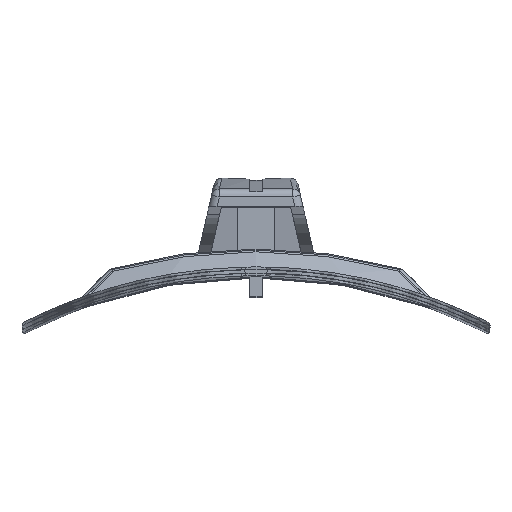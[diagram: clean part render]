
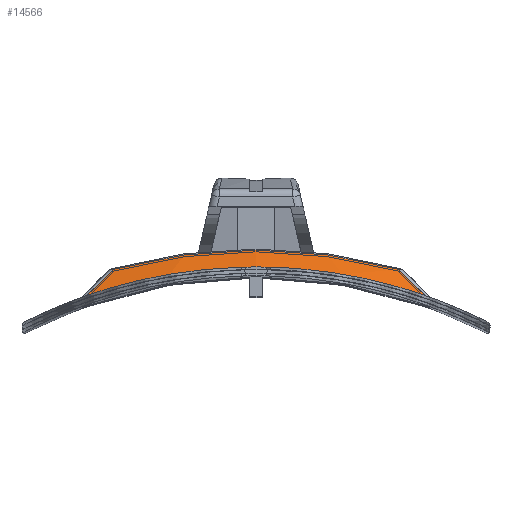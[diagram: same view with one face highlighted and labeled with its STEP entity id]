
A CAD part, top view. The second image highlights one B-rep face of the part: STEP entity #14566.
In plain terms, the highlighted conical face has half-angle 42.125 degrees and reference radius 132.092 mm.
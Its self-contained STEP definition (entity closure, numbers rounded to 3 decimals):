
#13214=CARTESIAN_POINT('',(35.135,127.333,270.579));
#13215=VERTEX_POINT('',#13214);
#13286=CARTESIAN_POINT('',(-35.135,127.333,270.579));
#13287=VERTEX_POINT('',#13286);
#13295=CARTESIAN_POINT('',(0.,0.,270.579));
#13296=DIRECTION('',(0.,0.,-1.0));
#13297=DIRECTION('',(-0.266,0.964,0.));
#13298=AXIS2_PLACEMENT_3D('',#13295,#13296,#13297);
#13299=CIRCLE('',#13298,132.092);
#13300=EDGE_CURVE('',#13287,#13215,#13299,.T.);
#13907=CARTESIAN_POINT('',(41.921,120.782,275.27));
#13908=VERTEX_POINT('',#13907);
#13909=CARTESIAN_POINT('',(41.921,120.782,275.27));
#13910=CARTESIAN_POINT('',(39.774,123.024,273.706));
#13911=CARTESIAN_POINT('',(37.511,125.211,272.143));
#13912=CARTESIAN_POINT('',(35.135,127.333,270.579));
#13913=B_SPLINE_CURVE_WITH_KNOTS('',3,(#13909,#13910,#13911,#13912),.UNSPECIFIED.,.F.,.U.,(4,4),(0.0,0.065),.UNSPECIFIED.);
#13914=EDGE_CURVE('',#13908,#13215,#13913,.T.);
#14398=CARTESIAN_POINT('',(-41.921,120.782,275.27));
#14399=VERTEX_POINT('',#14398);
#14407=CARTESIAN_POINT('',(-41.921,120.782,275.27));
#14408=CARTESIAN_POINT('',(-39.774,123.024,273.706));
#14409=CARTESIAN_POINT('',(-37.511,125.211,272.143));
#14410=CARTESIAN_POINT('',(-35.135,127.333,270.579));
#14411=B_SPLINE_CURVE_WITH_KNOTS('',3,(#14407,#14408,#14409,#14410),.UNSPECIFIED.,.F.,.U.,(4,4),(0.0,0.065),.UNSPECIFIED.);
#14412=EDGE_CURVE('',#14399,#13287,#14411,.T.);
#14549=CARTESIAN_POINT('',(0.,0.,270.579));
#14550=DIRECTION('',(0.,0.,-1.0));
#14551=DIRECTION('',(-0.266,0.964,0.));
#14552=AXIS2_PLACEMENT_3D('',#14549,#14550,#14551);
#14553=CONICAL_SURFACE('',#14552,132.092,42.125);
#14554=ORIENTED_EDGE('',*,*,#13300,.F.);
#14555=ORIENTED_EDGE('',*,*,#14412,.F.);
#14556=CARTESIAN_POINT('',(0.,0.,275.27));
#14557=DIRECTION('',(0.,0.,1.0));
#14558=DIRECTION('',(0.328,0.945,0.));
#14559=AXIS2_PLACEMENT_3D('',#14556,#14557,#14558);
#14560=CIRCLE('',#14559,127.85);
#14561=EDGE_CURVE('',#13908,#14399,#14560,.T.);
#14562=ORIENTED_EDGE('',*,*,#14561,.F.);
#14563=ORIENTED_EDGE('',*,*,#13914,.T.);
#14564=EDGE_LOOP('',(#14554,#14555,#14562,#14563));
#14565=FACE_OUTER_BOUND('',#14564,.T.);
#14566=ADVANCED_FACE('',(#14565),#14553,.T.);
